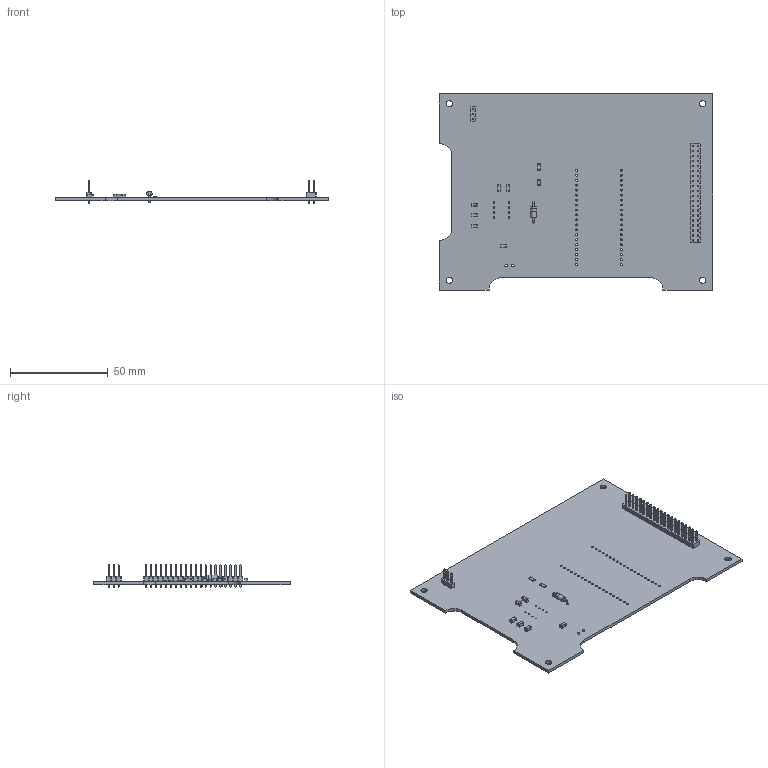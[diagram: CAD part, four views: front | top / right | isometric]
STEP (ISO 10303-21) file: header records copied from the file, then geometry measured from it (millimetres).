
FILE_DESCRIPTION(('KiCad electronic assembly'),'2;1');
FILE_NAME('controller.step','2021-08-04T10:54:16',('An Author'),( 'A Company'),'Open CASCADE STEP processor 6.9', 'KiCad to STEP converter','Unknown');
FILE_SCHEMA(('AUTOMOTIVE_DESIGN { 1 0 10303 214 1 1 1 1 }'));
Length unit declared in the file: millimetre
Products named in the file (12): Open CASCADE STEP translator 6.9 1; PinHeader_1x03_P2.54mm_Vertical; SOLID; PinHeader_2x20_P2.54mm_Vertical; R_1206_3216Metric; C_1206_3216Metric; D_DO-41_SOD81_P10.16mm_Horizontal; COMPOUND
Assembly tree (17 placements, depth 3):
  Open CASCADE STEP translator 6.9 1
    PinHeader_1x03_P2.54mm_Vertical
      SOLID
    PinHeader_2x20_P2.54mm_Vertical
      SOLID
    R_1206_3216Metric  x2
      SOLID
    C_1206_3216Metric  x6
      SOLID
    D_DO-41_SOD81_P10.16mm_Horizontal
      SOLID
    COMPOUND
Bounding box: 139.7 x 100.33 x 11.54 mm (x, y, z)
Volume: 21845.4 mm3; surface area: 29601.1 mm2
Topology: 12 solids, 12 shells, 1268 faces, 3070 edges, 1928 vertices
Faces by surface type: plane 1068, cylinder 198, torus 2
Full cylindrical faces by diameter (mm): 0.8 x4, 0.813 x8, 1 x83, 1.1 x2, 1.3 x2, 2.7 x2, 2.72 x1, 3.2 x4
Entity records: 73785 total; most frequent: CARTESIAN_POINT 12154, DIRECTION 10196, LINE 7404, VECTOR 7404, ORIENTED_EDGE 5284, PCURVE 5284, DEFINITIONAL_REPRESENTATION 5284, EDGE_CURVE 2642
